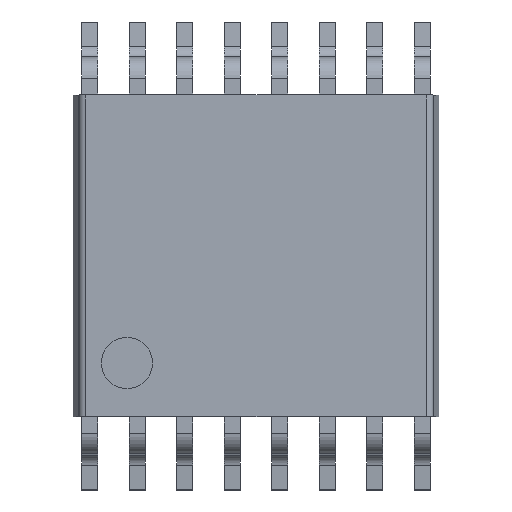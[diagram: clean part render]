
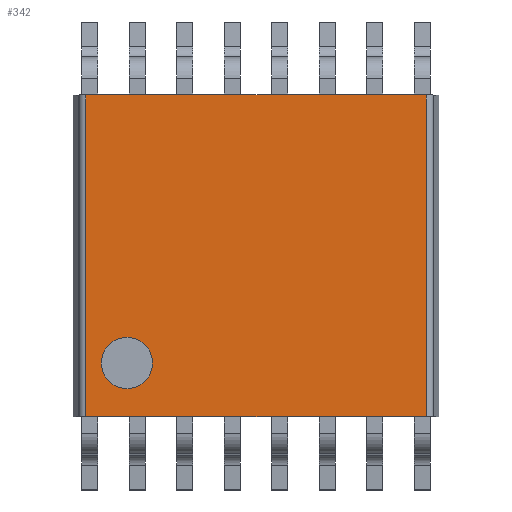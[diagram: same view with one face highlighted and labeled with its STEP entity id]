
A CAD part, top view. The second image highlights one B-rep face of the part: STEP entity #342.
In plain terms, the highlighted planar face has unit normal (0, 0, 1).
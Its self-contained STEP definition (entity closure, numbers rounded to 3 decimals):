
#342=ADVANCED_FACE('',(#907,#908),#909,.T.);
#907=FACE_BOUND('',#1727,.T.);
#908=FACE_OUTER_BOUND('',#1728,.T.);
#909=PLANE('',#1729);
#1727=EDGE_LOOP('',(#2531,#2532));
#1728=EDGE_LOOP('',(#2533,#2534,#2535,#2536));
#1729=AXIS2_PLACEMENT_3D('',#2537,#2538,#2539);
#2531=ORIENTED_EDGE('',*,*,#4667,.T.);
#2532=ORIENTED_EDGE('',*,*,#4662,.T.);
#2533=ORIENTED_EDGE('',*,*,#4707,.T.);
#2534=ORIENTED_EDGE('',*,*,#4708,.F.);
#2535=ORIENTED_EDGE('',*,*,#4709,.T.);
#2536=ORIENTED_EDGE('',*,*,#4704,.T.);
#2537=CARTESIAN_POINT('',(0.,2.2,0.5));
#2538=DIRECTION('',(0.,0.,1.0));
#2539=DIRECTION('',(-1.0,0.,0.));
#4662=EDGE_CURVE('',#5544,#5541,#5545,.T.);
#4667=EDGE_CURVE('',#5541,#5544,#5551,.T.);
#4704=EDGE_CURVE('',#5607,#5605,#5608,.T.);
#4707=EDGE_CURVE('',#5605,#5611,#5612,.T.);
#4708=EDGE_CURVE('',#5613,#5611,#5614,.T.);
#4709=EDGE_CURVE('',#5613,#5607,#5615,.T.);
#5541=VERTEX_POINT('',#6835);
#5544=VERTEX_POINT('',#6839);
#5545=CIRCLE('',#6840,0.35);
#5551=CIRCLE('',#6847,0.35);
#5605=VERTEX_POINT('',#6922);
#5607=VERTEX_POINT('',#6924);
#5608=LINE('',#6925,#6926);
#5611=VERTEX_POINT('',#6929);
#5612=LINE('',#6930,#6931);
#5613=VERTEX_POINT('',#6932);
#5614=LINE('',#6933,#6934);
#5615=LINE('',#6935,#6936);
#6835=CARTESIAN_POINT('',(-1.415,-1.465,0.5));
#6839=CARTESIAN_POINT('',(-2.115,-1.465,0.5));
#6840=AXIS2_PLACEMENT_3D('',#8607,#8608,#8609);
#6847=AXIS2_PLACEMENT_3D('',#8617,#8618,#8619);
#6922=CARTESIAN_POINT('',(-2.326,-2.2,0.5));
#6924=CARTESIAN_POINT('',(-2.326,2.2,0.5));
#6925=CARTESIAN_POINT('',(-2.326,2.2,0.5));
#6926=VECTOR('',#8656,1.0);
#6929=CARTESIAN_POINT('',(2.326,-2.2,0.5));
#6930=CARTESIAN_POINT('',(2.326,-2.2,0.5));
#6931=VECTOR('',#8660,1.0);
#6932=CARTESIAN_POINT('',(2.326,2.2,0.5));
#6933=CARTESIAN_POINT('',(2.326,2.2,0.5));
#6934=VECTOR('',#8661,1.0);
#6935=CARTESIAN_POINT('',(2.326,2.2,0.5));
#6936=VECTOR('',#8662,1.0);
#8607=CARTESIAN_POINT('',(-1.765,-1.465,0.5));
#8608=DIRECTION('',(0.,0.,-1.0));
#8609=DIRECTION('',(1.0,0.,0.));
#8617=CARTESIAN_POINT('',(-1.765,-1.465,0.5));
#8618=DIRECTION('',(0.,0.,-1.0));
#8619=DIRECTION('',(1.0,0.,0.));
#8656=DIRECTION('',(0.0,-1.0,0.));
#8660=DIRECTION('',(1.0,0.,0.));
#8661=DIRECTION('',(0.0,-1.0,0.));
#8662=DIRECTION('',(-1.0,0.,0.));
